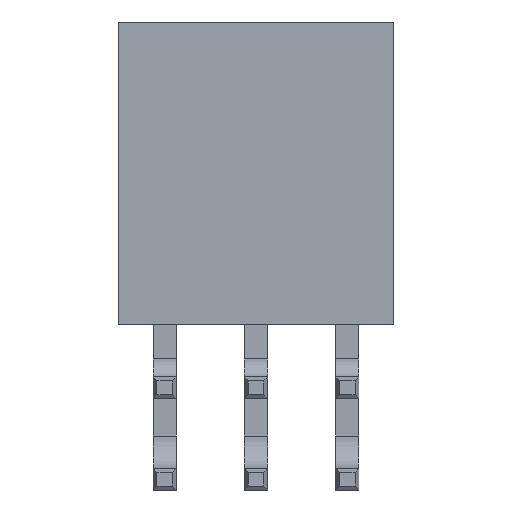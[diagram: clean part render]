
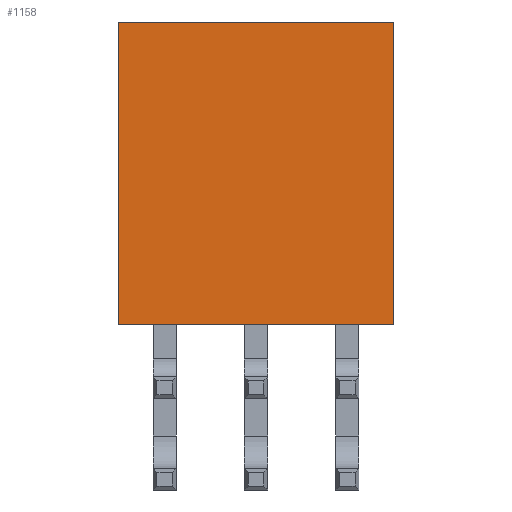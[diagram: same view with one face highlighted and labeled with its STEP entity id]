
A CAD part, front view. The second image highlights one B-rep face of the part: STEP entity #1158.
In plain terms, the highlighted planar face has unit normal (0, -1, 0).
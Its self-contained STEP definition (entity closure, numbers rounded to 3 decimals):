
#70 = FACE_OUTER_BOUND ( 'NONE', #3957, .T. ) ;
#276 = VECTOR ( 'NONE', #5690, 1000. ) ;
#573 = EDGE_CURVE ( 'NONE', #5576, #3424, #3858, .T. ) ;
#585 = ORIENTED_EDGE ( 'NONE', *, *, #573, .F. ) ;
#1158 = ADVANCED_FACE ( 'NONE', ( #70 ), #2516, .F. ) ;
#1171 = ORIENTED_EDGE ( 'NONE', *, *, #2737, .F. ) ;
#1278 = DIRECTION ( 'NONE',  ( -1., 0., 0. ) ) ;
#1431 = VECTOR ( 'NONE', #4396, 1000. ) ;
#1571 = LINE ( 'NONE', #3526, #1431 ) ;
#1970 = EDGE_CURVE ( 'NONE', #3151, #5576, #5365, .T. ) ;
#2424 = CARTESIAN_POINT ( 'NONE',  ( -6.35, 0., 10.16 ) ) ;
#2516 = PLANE ( 'NONE',  #4368 ) ;
#2663 = CARTESIAN_POINT ( 'NONE',  ( -6.35, 0., 1.76 ) ) ;
#2737 = EDGE_CURVE ( 'NONE', #3424, #2756, #1571, .T. ) ;
#2756 = VERTEX_POINT ( 'NONE', #3040 ) ;
#2807 = ORIENTED_EDGE ( 'NONE', *, *, #1970, .F. ) ;
#3040 = CARTESIAN_POINT ( 'NONE',  ( 1.27, 0., 1.76 ) ) ;
#3100 = CARTESIAN_POINT ( 'NONE',  ( -1.27, 0., 10.16 ) ) ;
#3151 = VERTEX_POINT ( 'NONE', #2663 ) ;
#3167 = VECTOR ( 'NONE', #1278, 1000. ) ;
#3253 = EDGE_CURVE ( 'NONE', #2756, #3151, #5551, .T. ) ;
#3424 = VERTEX_POINT ( 'NONE', #5475 ) ;
#3526 = CARTESIAN_POINT ( 'NONE',  ( 1.27, 0., 1.76 ) ) ;
#3858 = LINE ( 'NONE', #4265, #5688 ) ;
#3861 = CARTESIAN_POINT ( 'NONE',  ( -6.35, 0., 1.76 ) ) ;
#3957 = EDGE_LOOP ( 'NONE', ( #585, #2807, #5749, #1171 ) ) ;
#4040 = CARTESIAN_POINT ( 'NONE',  ( -1.27, 0., 1.76 ) ) ;
#4265 = CARTESIAN_POINT ( 'NONE',  ( -1.27, 0., 10.16 ) ) ;
#4368 = AXIS2_PLACEMENT_3D ( 'NONE', #3100, #4521, #5378 ) ;
#4396 = DIRECTION ( 'NONE',  ( 0., 0., -1. ) ) ;
#4521 = DIRECTION ( 'NONE',  ( 0., 1., 0. ) ) ;
#4730 = DIRECTION ( 'NONE',  ( 1., 0., 0. ) ) ;
#5365 = LINE ( 'NONE', #3861, #276 ) ;
#5378 = DIRECTION ( 'NONE',  ( 0., 0., 1. ) ) ;
#5475 = CARTESIAN_POINT ( 'NONE',  ( 1.27, 0., 10.16 ) ) ;
#5551 = LINE ( 'NONE', #4040, #3167 ) ;
#5576 = VERTEX_POINT ( 'NONE', #2424 ) ;
#5688 = VECTOR ( 'NONE', #4730, 1000. ) ;
#5690 = DIRECTION ( 'NONE',  ( 0., 0., 1. ) ) ;
#5749 = ORIENTED_EDGE ( 'NONE', *, *, #3253, .F. ) ;
